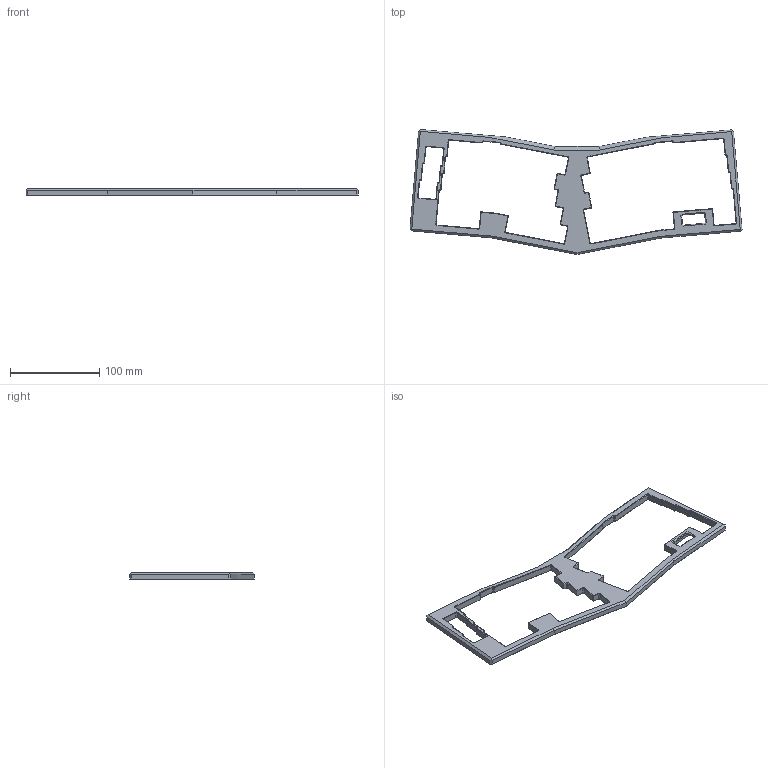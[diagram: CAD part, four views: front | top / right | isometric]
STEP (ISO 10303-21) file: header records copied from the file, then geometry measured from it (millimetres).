
FILE_DESCRIPTION(/* description */ (''),/* implementation_level */ '2;1');
FILE_NAME(/* name */ 'Top Case.step',/* time_stamp */ '2023-03-29T17:26:52+08:00',/* author */ (''),/* organization */ (''),/* preprocessor_version */ 'ST-DEVELOPER v19.2',/* originating_system */ 'Autodesk Translation Framework v11.17.0.187',/* authorisation */ '');
FILE_SCHEMA (('AUTOMOTIVE_DESIGN { 1 0 10303 214 3 1 1 }'));
Length unit declared in the file: millimetre
Products named in the file (1): Top Case
Bounding box: 372.74 x 140.21 x 7.8 mm (x, y, z)
Volume: 66075.5 mm3; surface area: 51385.1 mm2
Topology: 1 solids, 1 shells, 820 faces, 1938 edges, 1086 vertices
Faces by surface type: plane 401, cone 241, cylinder 178
Full cylindrical faces by diameter (mm): 4.2 x11
Entity records: 22582 total; most frequent: DIRECTION 4070, CARTESIAN_POINT 3802, ORIENTED_EDGE 3772, EDGE_CURVE 1886, AXIS2_PLACEMENT_3D 1366, LINE 1338, VECTOR 1338, VERTEX_POINT 1086
